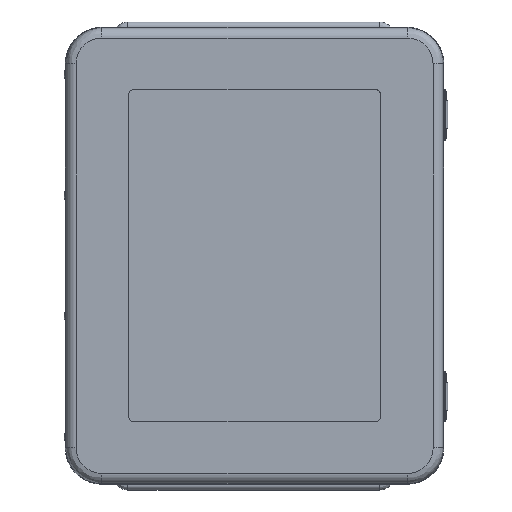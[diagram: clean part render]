
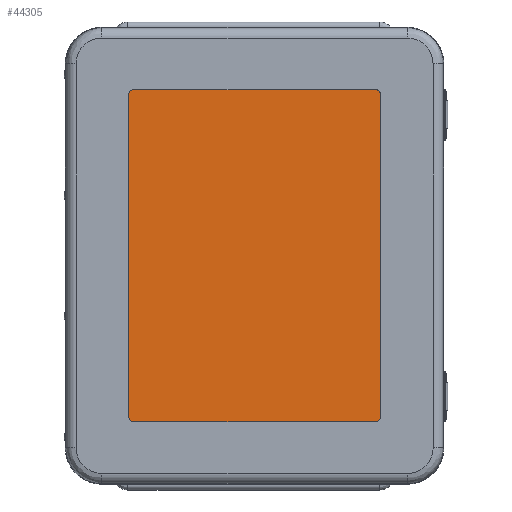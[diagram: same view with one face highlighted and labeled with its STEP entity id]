
A CAD part, top view. The second image highlights one B-rep face of the part: STEP entity #44305.
In plain terms, the highlighted planar face has unit normal (0, 0, 1).
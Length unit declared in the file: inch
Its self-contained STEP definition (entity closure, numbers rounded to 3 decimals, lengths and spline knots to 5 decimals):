
#2071 = PLANE ( 'NONE',  #9182 ) ;
#2604 = CARTESIAN_POINT ( 'NONE',  ( -3.10447, 4., 0.21936 ) ) ;
#2625 = CARTESIAN_POINT ( 'NONE',  ( 3.02053, -4.125, 0.21936 ) ) ;
#3468 = ORIENTED_EDGE ( 'NONE', *, *, #5932, .F. ) ;
#3767 = CARTESIAN_POINT ( 'NONE',  ( 3.02053, 4.125, 0.21936 ) ) ;
#4084 = VECTOR ( 'NONE', #49335, 39.37008 ) ;
#5812 = AXIS2_PLACEMENT_3D ( 'NONE', #22171, #10060, #49837 ) ;
#5855 = AXIS2_PLACEMENT_3D ( 'NONE', #41475, #37650, #18540 ) ;
#5932 = EDGE_CURVE ( 'NONE', #25030, #10486, #16779, .T. ) ;
#6050 = VERTEX_POINT ( 'NONE', #23048 ) ;
#8134 = CARTESIAN_POINT ( 'NONE',  ( 3.14553, -4., 0.21936 ) ) ;
#8944 = EDGE_CURVE ( 'NONE', #41744, #32458, #38491, .T. ) ;
#9182 = AXIS2_PLACEMENT_3D ( 'NONE', #30744, #14513, #46667 ) ;
#9592 = CARTESIAN_POINT ( 'NONE',  ( -2.97947, 4.125, 0.21936 ) ) ;
#10060 = DIRECTION ( 'NONE',  ( 0., 0., -1. ) ) ;
#10486 = VERTEX_POINT ( 'NONE', #38581 ) ;
#11416 = EDGE_CURVE ( 'NONE', #47806, #25030, #31476, .T. ) ;
#11435 = VECTOR ( 'NONE', #34192, 39.37008 ) ;
#11698 = EDGE_CURVE ( 'NONE', #32458, #6050, #38831, .T. ) ;
#14123 = CARTESIAN_POINT ( 'NONE',  ( 3.02053, 4.125, 0.21936 ) ) ;
#14513 = DIRECTION ( 'NONE',  ( 0., 0., 1. ) ) ;
#14608 = LINE ( 'NONE', #41488, #4084 ) ;
#15016 = EDGE_LOOP ( 'NONE', ( #37428, #45844, #47691, #15472, #29528, #3468, #27626, #48352 ) ) ;
#15274 = CIRCLE ( 'NONE', #5855, 0.125 ) ;
#15472 = ORIENTED_EDGE ( 'NONE', *, *, #33128, .F. ) ;
#16779 = CIRCLE ( 'NONE', #5812, 0.125 ) ;
#18540 = DIRECTION ( 'NONE',  ( -1., 0., 0. ) ) ;
#20031 = DIRECTION ( 'NONE',  ( 0., 0., -1. ) ) ;
#20162 = AXIS2_PLACEMENT_3D ( 'NONE', #35522, #20031, #31942 ) ;
#22171 = CARTESIAN_POINT ( 'NONE',  ( -2.97947, -4., 0.21936 ) ) ;
#23048 = CARTESIAN_POINT ( 'NONE',  ( 3.14553, 4., 0.21936 ) ) ;
#23292 = CARTESIAN_POINT ( 'NONE',  ( 3.02053, 4., 0.21936 ) ) ;
#25030 = VERTEX_POINT ( 'NONE', #41971 ) ;
#26181 = VERTEX_POINT ( 'NONE', #2604 ) ;
#27270 = DIRECTION ( 'NONE',  ( -1., 0., 0. ) ) ;
#27626 = ORIENTED_EDGE ( 'NONE', *, *, #11416, .F. ) ;
#28880 = CARTESIAN_POINT ( 'NONE',  ( -2.97947, -4.125, 0.21936 ) ) ;
#29528 = ORIENTED_EDGE ( 'NONE', *, *, #41907, .F. ) ;
#30744 = CARTESIAN_POINT ( 'NONE',  ( 0.02053, 0., 0.21936 ) ) ;
#31476 = LINE ( 'NONE', #28880, #48805 ) ;
#31942 = DIRECTION ( 'NONE',  ( -1., 0., 0. ) ) ;
#32458 = VERTEX_POINT ( 'NONE', #3767 ) ;
#32648 = CIRCLE ( 'NONE', #20162, 0.125 ) ;
#33128 = EDGE_CURVE ( 'NONE', #26181, #41744, #15274, .T. ) ;
#33428 = EDGE_CURVE ( 'NONE', #6050, #47827, #34904, .T. ) ;
#34192 = DIRECTION ( 'NONE',  ( 0., -1., 0. ) ) ;
#34904 = LINE ( 'NONE', #42299, #11435 ) ;
#35522 = CARTESIAN_POINT ( 'NONE',  ( 3.02053, -4., 0.21936 ) ) ;
#37428 = ORIENTED_EDGE ( 'NONE', *, *, #33428, .F. ) ;
#37558 = DIRECTION ( 'NONE',  ( 1., 0., 0. ) ) ;
#37617 = AXIS2_PLACEMENT_3D ( 'NONE', #23292, #50955, #27270 ) ;
#37650 = DIRECTION ( 'NONE',  ( 0., 0., -1. ) ) ;
#38491 = LINE ( 'NONE', #14123, #49066 ) ;
#38581 = CARTESIAN_POINT ( 'NONE',  ( -3.10447, -4., 0.21936 ) ) ;
#38831 = CIRCLE ( 'NONE', #37617, 0.125 ) ;
#39245 = EDGE_CURVE ( 'NONE', #47827, #47806, #32648, .T. ) ;
#40731 = DIRECTION ( 'NONE',  ( -1., 0., 0. ) ) ;
#41475 = CARTESIAN_POINT ( 'NONE',  ( -2.97947, 4., 0.21936 ) ) ;
#41488 = CARTESIAN_POINT ( 'NONE',  ( -3.10447, 4., 0.21936 ) ) ;
#41744 = VERTEX_POINT ( 'NONE', #9592 ) ;
#41907 = EDGE_CURVE ( 'NONE', #10486, #26181, #14608, .T. ) ;
#41971 = CARTESIAN_POINT ( 'NONE',  ( -2.97947, -4.125, 0.21936 ) ) ;
#42299 = CARTESIAN_POINT ( 'NONE',  ( 3.14553, -4., 0.21936 ) ) ;
#44305 = ADVANCED_FACE ( 'NONE', ( #51211 ), #2071, .T. ) ;
#45844 = ORIENTED_EDGE ( 'NONE', *, *, #11698, .F. ) ;
#46667 = DIRECTION ( 'NONE',  ( 1., 0., 0. ) ) ;
#47691 = ORIENTED_EDGE ( 'NONE', *, *, #8944, .F. ) ;
#47806 = VERTEX_POINT ( 'NONE', #2625 ) ;
#47827 = VERTEX_POINT ( 'NONE', #8134 ) ;
#48352 = ORIENTED_EDGE ( 'NONE', *, *, #39245, .F. ) ;
#48805 = VECTOR ( 'NONE', #40731, 39.37008 ) ;
#49066 = VECTOR ( 'NONE', #37558, 39.37008 ) ;
#49335 = DIRECTION ( 'NONE',  ( 0., 1., 0. ) ) ;
#49837 = DIRECTION ( 'NONE',  ( -1., 0., 0. ) ) ;
#50955 = DIRECTION ( 'NONE',  ( 0., 0., -1. ) ) ;
#51211 = FACE_OUTER_BOUND ( 'NONE', #15016, .T. ) ;
